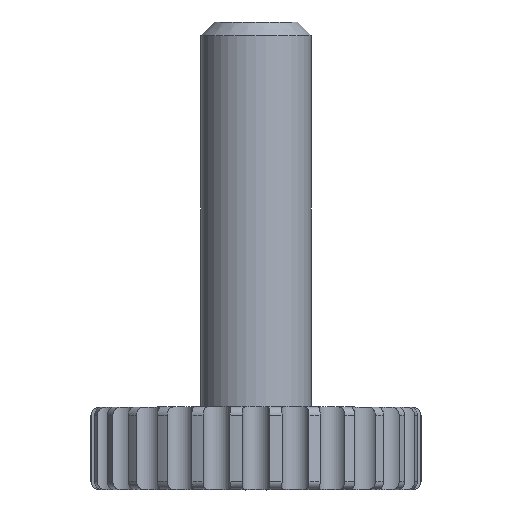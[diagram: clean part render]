
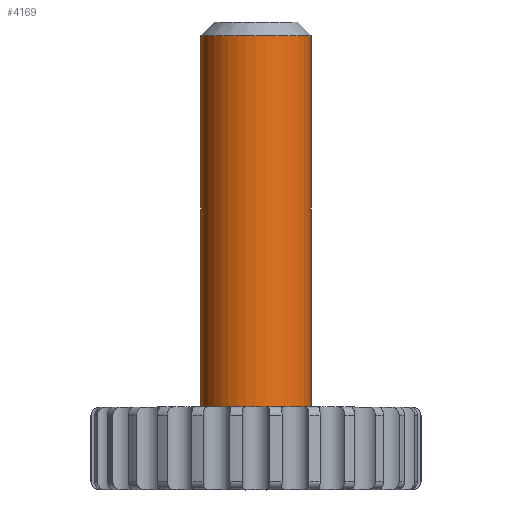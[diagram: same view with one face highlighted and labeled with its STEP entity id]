
A CAD part, top view. The second image highlights one B-rep face of the part: STEP entity #4169.
In plain terms, the highlighted cylindrical face has radius 2 mm (diameter 4 mm), a partial arc.
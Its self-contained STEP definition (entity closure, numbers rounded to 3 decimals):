
#131 = CARTESIAN_POINT ( 'NONE',  ( 2., 17., 0. ) ) ;
#380 = DIRECTION ( 'NONE',  ( 0., -1., 0. ) ) ;
#570 = VECTOR ( 'NONE', #3634, 1000. ) ;
#631 = VERTEX_POINT ( 'NONE', #4545 ) ;
#791 = VECTOR ( 'NONE', #1333, 1000. ) ;
#978 = CARTESIAN_POINT ( 'NONE',  ( 0., 3., 0. ) ) ;
#1032 = AXIS2_PLACEMENT_3D ( 'NONE', #978, #3515, #4642 ) ;
#1087 = VERTEX_POINT ( 'NONE', #4368 ) ;
#1261 = CIRCLE ( 'NONE', #1032, 2. ) ;
#1333 = DIRECTION ( 'NONE',  ( 0., 1., 0. ) ) ;
#1381 = CARTESIAN_POINT ( 'NONE',  ( 0., 17., 0. ) ) ;
#1795 = DIRECTION ( 'NONE',  ( 0., 1., 0. ) ) ;
#1849 = CYLINDRICAL_SURFACE ( 'NONE', #4149, 2. ) ;
#1990 = ORIENTED_EDGE ( 'NONE', *, *, #4132, .F. ) ;
#2185 = LINE ( 'NONE', #4001, #570 ) ;
#2243 = AXIS2_PLACEMENT_3D ( 'NONE', #2565, #380, #4444 ) ;
#2278 = EDGE_CURVE ( 'NONE', #3366, #3118, #1261, .T. ) ;
#2343 = CARTESIAN_POINT ( 'NONE',  ( 2., 3., 0. ) ) ;
#2565 = CARTESIAN_POINT ( 'NONE',  ( 0., 16.5, 0. ) ) ;
#2615 = EDGE_LOOP ( 'NONE', ( #2918, #2710, #3177, #1990 ) ) ;
#2710 = ORIENTED_EDGE ( 'NONE', *, *, #4049, .T. ) ;
#2878 = DIRECTION ( 'NONE',  ( -1., 0., 0. ) ) ;
#2918 = ORIENTED_EDGE ( 'NONE', *, *, #2278, .T. ) ;
#3118 = VERTEX_POINT ( 'NONE', #2343 ) ;
#3177 = ORIENTED_EDGE ( 'NONE', *, *, #4827, .T. ) ;
#3235 = FACE_OUTER_BOUND ( 'NONE', #2615, .T. ) ;
#3366 = VERTEX_POINT ( 'NONE', #3544 ) ;
#3479 = LINE ( 'NONE', #131, #791 ) ;
#3515 = DIRECTION ( 'NONE',  ( 0., 1., 0. ) ) ;
#3544 = CARTESIAN_POINT ( 'NONE',  ( -2., 3., 0. ) ) ;
#3634 = DIRECTION ( 'NONE',  ( 0., 1., 0. ) ) ;
#4001 = CARTESIAN_POINT ( 'NONE',  ( -2., 17., 0. ) ) ;
#4049 = EDGE_CURVE ( 'NONE', #3118, #1087, #3479, .T. ) ;
#4132 = EDGE_CURVE ( 'NONE', #3366, #631, #2185, .T. ) ;
#4149 = AXIS2_PLACEMENT_3D ( 'NONE', #1381, #1795, #2878 ) ;
#4169 = ADVANCED_FACE ( 'NONE', ( #3235 ), #1849, .T. ) ;
#4356 = CIRCLE ( 'NONE', #2243, 2. ) ;
#4368 = CARTESIAN_POINT ( 'NONE',  ( 2., 16.5, 0. ) ) ;
#4444 = DIRECTION ( 'NONE',  ( -1., 0., 0. ) ) ;
#4545 = CARTESIAN_POINT ( 'NONE',  ( -2., 16.5, 0. ) ) ;
#4642 = DIRECTION ( 'NONE',  ( -1., 0., 0. ) ) ;
#4827 = EDGE_CURVE ( 'NONE', #1087, #631, #4356, .T. ) ;
